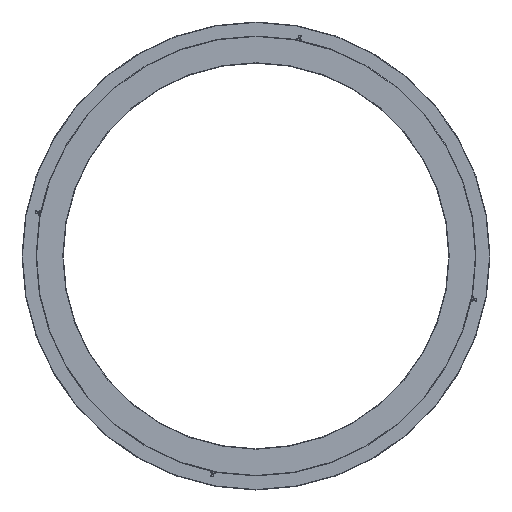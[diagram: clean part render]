
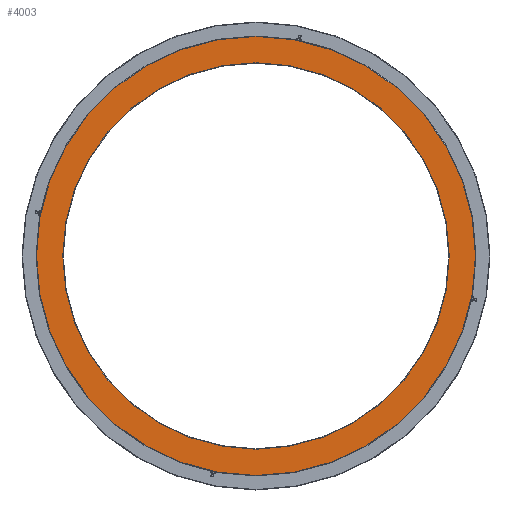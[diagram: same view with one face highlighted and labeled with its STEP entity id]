
A CAD part, top view. The second image highlights one B-rep face of the part: STEP entity #4003.
In plain terms, the highlighted planar face has unit normal (0, 0, 1).
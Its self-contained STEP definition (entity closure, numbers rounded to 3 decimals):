
#351 = DIRECTION ( 'NONE',  ( -1., 0., 0. ) ) ;
#366 = ORIENTED_EDGE ( 'NONE', *, *, #1981, .T. ) ;
#629 = CARTESIAN_POINT ( 'NONE',  ( 0., 0., 26. ) ) ;
#881 = EDGE_CURVE ( 'NONE', #2072, #4439, #5067, .T. ) ;
#1123 = CARTESIAN_POINT ( 'NONE',  ( -433.5, 0., 26. ) ) ;
#1539 = DIRECTION ( 'NONE',  ( 0., 0., -1. ) ) ;
#1739 = FACE_BOUND ( 'NONE', #5156, .T. ) ;
#1766 = DIRECTION ( 'NONE',  ( 0., 0., -1. ) ) ;
#1785 = CARTESIAN_POINT ( 'NONE',  ( -492.5, 0., 26. ) ) ;
#1899 = ORIENTED_EDGE ( 'NONE', *, *, #881, .T. ) ;
#1981 = EDGE_CURVE ( 'NONE', #4330, #3250, #5303, .T. ) ;
#2072 = VERTEX_POINT ( 'NONE', #4327 ) ;
#2099 = DIRECTION ( 'NONE',  ( 0., 0., 1. ) ) ;
#2204 = EDGE_LOOP ( 'NONE', ( #2919, #1899 ) ) ;
#2206 = AXIS2_PLACEMENT_3D ( 'NONE', #629, #1539, #4633 ) ;
#2226 = AXIS2_PLACEMENT_3D ( 'NONE', #2333, #5428, #4084 ) ;
#2333 = CARTESIAN_POINT ( 'NONE',  ( -432.5, 0., 26. ) ) ;
#2590 = DIRECTION ( 'NONE',  ( -1., 0., 0. ) ) ;
#2919 = ORIENTED_EDGE ( 'NONE', *, *, #3786, .T. ) ;
#2938 = EDGE_CURVE ( 'NONE', #3250, #4330, #5018, .T. ) ;
#3001 = CARTESIAN_POINT ( 'NONE',  ( 0., 0., 26. ) ) ;
#3178 = FACE_OUTER_BOUND ( 'NONE', #2204, .T. ) ;
#3250 = VERTEX_POINT ( 'NONE', #5418 ) ;
#3627 = CIRCLE ( 'NONE', #4738, 492.5 ) ;
#3786 = EDGE_CURVE ( 'NONE', #4439, #2072, #3627, .T. ) ;
#3856 = DIRECTION ( 'NONE',  ( 0., 0., 1. ) ) ;
#3878 = ORIENTED_EDGE ( 'NONE', *, *, #2938, .T. ) ;
#4003 = ADVANCED_FACE ( 'NONE', ( #3178, #1739 ), #4108, .F. ) ;
#4084 = DIRECTION ( 'NONE',  ( -1., 0., 0. ) ) ;
#4108 = PLANE ( 'NONE',  #2226 ) ;
#4327 = CARTESIAN_POINT ( 'NONE',  ( 492.5, 0., 26. ) ) ;
#4330 = VERTEX_POINT ( 'NONE', #1123 ) ;
#4364 = CARTESIAN_POINT ( 'NONE',  ( 0., 0., 26. ) ) ;
#4419 = CARTESIAN_POINT ( 'NONE',  ( 0., 0., 26. ) ) ;
#4439 = VERTEX_POINT ( 'NONE', #1785 ) ;
#4633 = DIRECTION ( 'NONE',  ( -1., 0., 0. ) ) ;
#4692 = AXIS2_PLACEMENT_3D ( 'NONE', #4364, #3856, #2590 ) ;
#4738 = AXIS2_PLACEMENT_3D ( 'NONE', #3001, #2099, #4758 ) ;
#4758 = DIRECTION ( 'NONE',  ( -1., 0., 0. ) ) ;
#5018 = CIRCLE ( 'NONE', #5449, 433.5 ) ;
#5067 = CIRCLE ( 'NONE', #4692, 492.5 ) ;
#5156 = EDGE_LOOP ( 'NONE', ( #3878, #366 ) ) ;
#5303 = CIRCLE ( 'NONE', #2206, 433.5 ) ;
#5418 = CARTESIAN_POINT ( 'NONE',  ( 433.5, 0., 26. ) ) ;
#5428 = DIRECTION ( 'NONE',  ( 0., 0., -1. ) ) ;
#5449 = AXIS2_PLACEMENT_3D ( 'NONE', #4419, #1766, #351 ) ;
